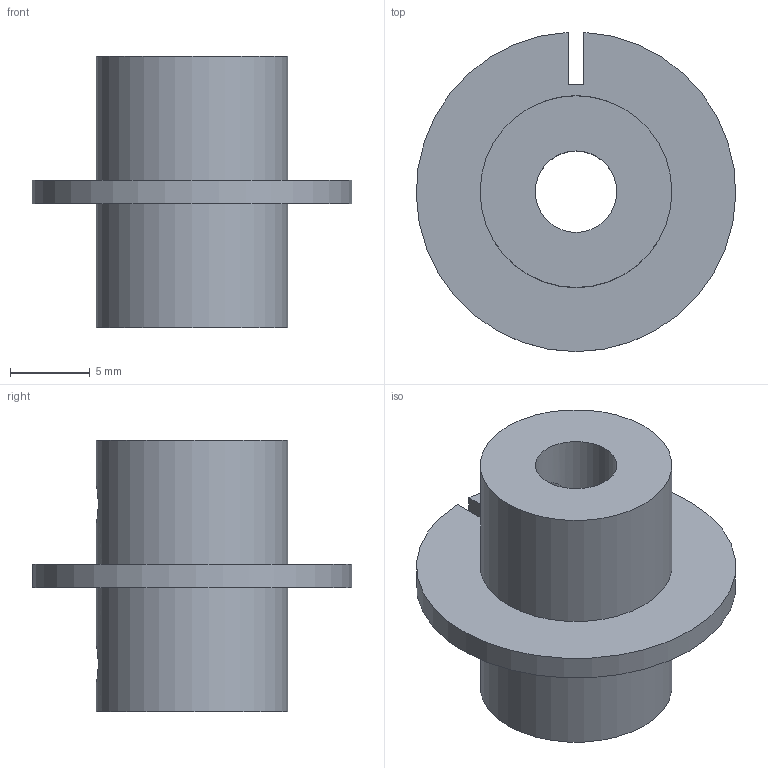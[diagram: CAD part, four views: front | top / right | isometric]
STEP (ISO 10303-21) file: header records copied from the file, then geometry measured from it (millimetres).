
FILE_DESCRIPTION(/* description */ (''),/* implementation_level */ '2;1');
FILE_NAME(/* name */ 'Pce_Accouplement.step',/* time_stamp */ '2020-04-21T23:00:43+02:00',/* author */ (''),/* organization */ (''),/* preprocessor_version */ 'ST-DEVELOPER v18.1',/* originating_system */ 'Autodesk Translation Framework v9.2.0.1227',/* authorisation */ '');
FILE_SCHEMA (('AUTOMOTIVE_DESIGN { 1 0 10303 214 3 1 1 }'));
Length unit declared in the file: millimetre
Products named in the file (1): Pce_Accouplement
Bounding box: 19.99 x 19.99 x 17 mm (x, y, z)
Volume: 1756.7 mm3; surface area: 1620.7 mm2
Topology: 1 solids, 1 shells, 19 faces, 52 edges, 40 vertices
Faces by surface type: plane 10, cylinder 9
Full cylindrical faces by diameter (mm): 2.5 x2, 5.1 x2, 6.1 x2, 12 x2
Entity records: 816 total; most frequent: CARTESIAN_POINT 252, DIRECTION 110, ORIENTED_EDGE 104, EDGE_CURVE 52, AXIS2_PLACEMENT_3D 46, VERTEX_POINT 40, EDGE_LOOP 30, CIRCLE 26
